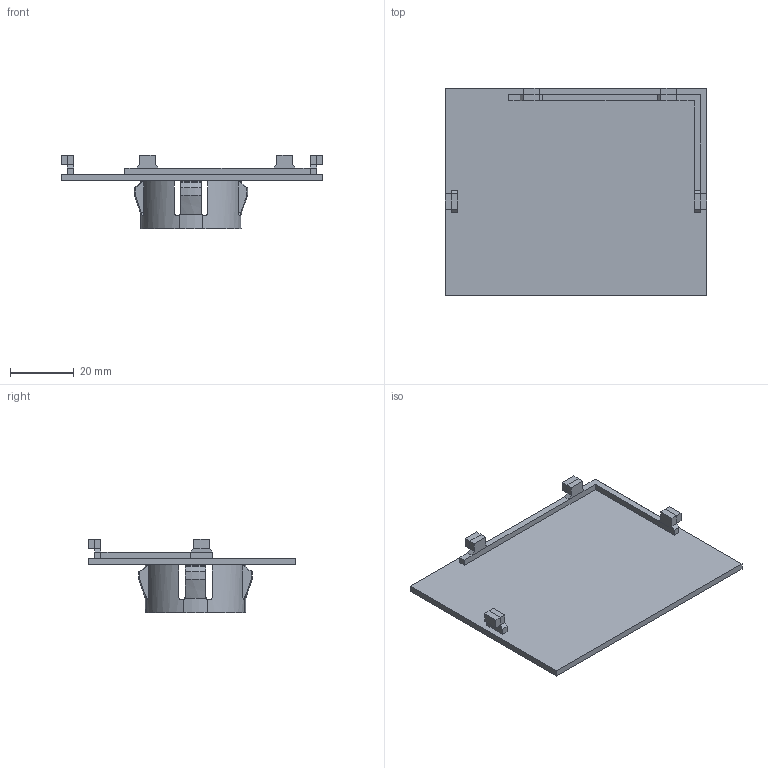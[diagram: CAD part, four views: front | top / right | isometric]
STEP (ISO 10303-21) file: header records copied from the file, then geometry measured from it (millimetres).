
FILE_DESCRIPTION(('FreeCAD Model'),'2;1');
FILE_NAME('Open CASCADE Shape Model','2024-06-21T01:53:44',(''),(''), 'Open CASCADE STEP processor 7.6','FreeCAD','Unknown');
FILE_SCHEMA(('AUTOMOTIVE_DESIGN { 1 0 10303 214 1 1 1 1 }'));
Length unit declared in the file: millimetre
Products named in the file (1): Fillet
Bounding box: 82 x 65 x 23 mm (x, y, z)
Volume: 13504.3 mm3; surface area: 14903.1 mm2
Topology: 1 solids, 1 shells, 139 faces, 369 edges, 230 vertices
Faces by surface type: plane 95, cylinder 32, cone 8, torus 4
Entity records: 4857 total; most frequent: CARTESIAN_POINT 1427, ORIENTED_EDGE 738, DIRECTION 669, EDGE_CURVE 369, LINE 253, VECTOR 253, VERTEX_POINT 230, AXIS2_PLACEMENT_3D 208
